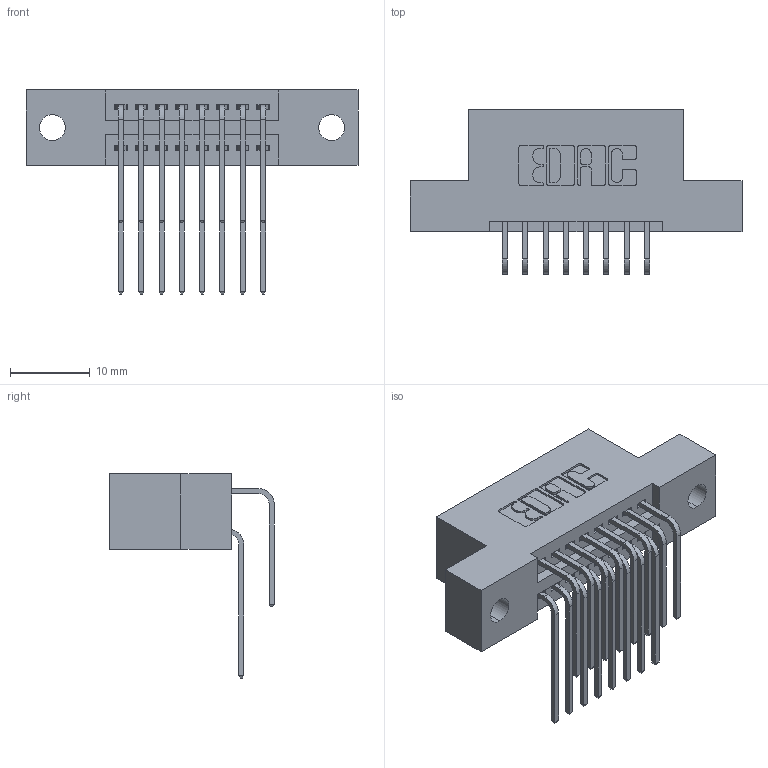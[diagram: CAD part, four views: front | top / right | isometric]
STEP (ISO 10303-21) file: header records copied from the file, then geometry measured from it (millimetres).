
FILE_DESCRIPTION (( 'STEP AP203' ), '1' );
FILE_NAME ('345-016-559-202.STEP', '2019-10-27T05:02:54', ( '' ), ( '' ), 'SwSTEP 2.0', 'SolidWorks 2016', '' );
FILE_SCHEMA (( 'CONFIG_CONTROL_DESIGN' ));
Length unit declared in the file: inch
Products named in the file (4): 345-292-001_558 559 Tail - 1; 345-016-559-202; 345 Part_Flush Mounting Lugs - 0.128 Dia; 345-292-001_559 Tail - 2
Assembly tree (17 placements, depth 2):
  345-016-559-202
    345 Part_Flush Mounting Lugs - 0.128 Dia
    345-292-001_558 559 Tail - 1  x8
    345-292-001_559 Tail - 2  x8
Bounding box: 41.53 x 20.56 x 25.53 mm (x, y, z)
Volume: 3774.2 mm3; surface area: 5081.7 mm2
Topology: 17 solids, 17 shells, 958 faces, 2821 edges, 1858 vertices
Faces by surface type: plane 640, cylinder 318
Entity records: 12509 total; most frequent: CARTESIAN_POINT 2175, ORIENTED_EDGE 2058, DIRECTION 1933, EDGE_CURVE 1029, VECTOR 825, LINE 825, VERTEX_POINT 682, AXIS2_PLACEMENT_3D 554
